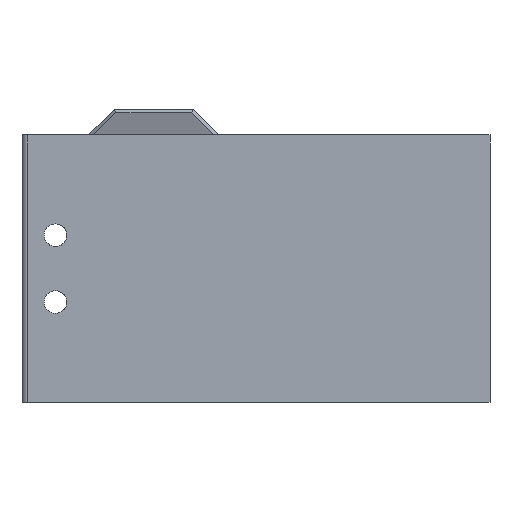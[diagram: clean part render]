
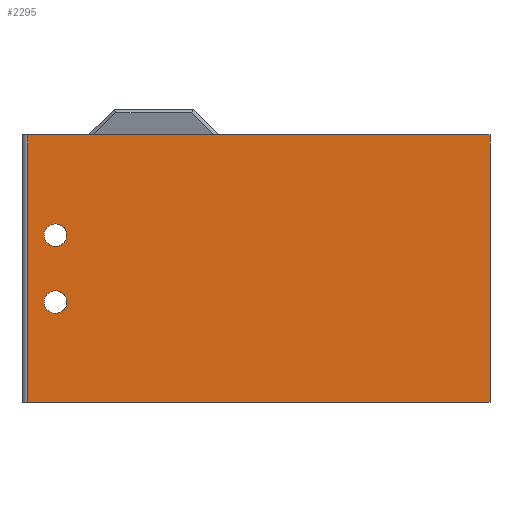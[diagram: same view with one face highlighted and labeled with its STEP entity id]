
A CAD part, front view. The second image highlights one B-rep face of the part: STEP entity #2295.
In plain terms, the highlighted planar face has unit normal (0, -1, 0).
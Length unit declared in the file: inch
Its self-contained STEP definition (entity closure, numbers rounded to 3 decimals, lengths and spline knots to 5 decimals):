
#87 = CIRCLE ( 'NONE', #5225, 0.085 ) ;
#101 = CARTESIAN_POINT ( 'NONE',  ( -4.21718, 2.48075, -1.10188 ) ) ;
#107 = CARTESIAN_POINT ( 'NONE',  ( -4.42718, 2.48075, -2.35188 ) ) ;
#259 = LINE ( 'NONE', #2651, #2824 ) ;
#404 = CIRCLE ( 'NONE', #3434, 0.085 ) ;
#519 = DIRECTION ( 'NONE',  ( 0., 1., 0. ) ) ;
#559 = VERTEX_POINT ( 'NONE', #3764 ) ;
#694 = LINE ( 'NONE', #4046, #1095 ) ;
#846 = VECTOR ( 'NONE', #2006, 39.37008 ) ;
#890 = FACE_BOUND ( 'NONE', #4402, .T. ) ;
#922 = FACE_OUTER_BOUND ( 'NONE', #6226, .T. ) ;
#952 = DIRECTION ( 'NONE',  ( 0., 0., -1. ) ) ;
#1095 = VECTOR ( 'NONE', #2688, 39.37008 ) ;
#1103 = EDGE_CURVE ( 'NONE', #1369, #4483, #259, .T. ) ;
#1137 = DIRECTION ( 'NONE',  ( -1., 0., 0. ) ) ;
#1217 = ORIENTED_EDGE ( 'NONE', *, *, #2438, .T. ) ;
#1369 = VERTEX_POINT ( 'NONE', #1427 ) ;
#1427 = CARTESIAN_POINT ( 'NONE',  ( -0.96718, 2.48075, -2.35188 ) ) ;
#1439 = DIRECTION ( 'NONE',  ( 0., -1., 0. ) ) ;
#1927 = FACE_BOUND ( 'NONE', #5422, .T. ) ;
#2006 = DIRECTION ( 'NONE',  ( -1., 0., 0. ) ) ;
#2015 = LINE ( 'NONE', #3369, #3947 ) ;
#2119 = ORIENTED_EDGE ( 'NONE', *, *, #6391, .T. ) ;
#2295 = ADVANCED_FACE ( 'NONE', ( #890, #1927, #922 ), #4914, .T. ) ;
#2345 = CIRCLE ( 'NONE', #2443, 0.085 ) ;
#2438 = EDGE_CURVE ( 'NONE', #1369, #4585, #694, .T. ) ;
#2443 = AXIS2_PLACEMENT_3D ( 'NONE', #5000, #519, #2502 ) ;
#2456 = ORIENTED_EDGE ( 'NONE', *, *, #5800, .T. ) ;
#2502 = DIRECTION ( 'NONE',  ( 0., 0., 1. ) ) ;
#2589 = DIRECTION ( 'NONE',  ( 0., 1., 0. ) ) ;
#2651 = CARTESIAN_POINT ( 'NONE',  ( -0.96718, 2.48075, -2.35188 ) ) ;
#2688 = DIRECTION ( 'NONE',  ( 0., 0., 1. ) ) ;
#2824 = VECTOR ( 'NONE', #1137, 39.37008 ) ;
#2892 = VERTEX_POINT ( 'NONE', #5956 ) ;
#2981 = ORIENTED_EDGE ( 'NONE', *, *, #1103, .F. ) ;
#3045 = VERTEX_POINT ( 'NONE', #3469 ) ;
#3100 = EDGE_CURVE ( 'NONE', #2892, #559, #87, .T. ) ;
#3258 = CIRCLE ( 'NONE', #6298, 0.085 ) ;
#3271 = EDGE_CURVE ( 'NONE', #559, #2892, #404, .T. ) ;
#3336 = DIRECTION ( 'NONE',  ( 0., 0., 1. ) ) ;
#3369 = CARTESIAN_POINT ( 'NONE',  ( -4.42718, 2.48075, -2.35188 ) ) ;
#3434 = AXIS2_PLACEMENT_3D ( 'NONE', #4346, #5218, #3336 ) ;
#3469 = CARTESIAN_POINT ( 'NONE',  ( -4.21718, 2.48075, -1.18688 ) ) ;
#3561 = CARTESIAN_POINT ( 'NONE',  ( -4.21718, 2.48075, -1.60188 ) ) ;
#3597 = EDGE_CURVE ( 'NONE', #5349, #4483, #2015, .T. ) ;
#3600 = DIRECTION ( 'NONE',  ( 0., 0., 1. ) ) ;
#3736 = ORIENTED_EDGE ( 'NONE', *, *, #3100, .T. ) ;
#3764 = CARTESIAN_POINT ( 'NONE',  ( -4.21718, 2.48075, -1.68688 ) ) ;
#3947 = VECTOR ( 'NONE', #4971, 39.37008 ) ;
#3949 = AXIS2_PLACEMENT_3D ( 'NONE', #6420, #1439, #952 ) ;
#4002 = ORIENTED_EDGE ( 'NONE', *, *, #3271, .T. ) ;
#4046 = CARTESIAN_POINT ( 'NONE',  ( -0.96718, 2.48075, -2.35188 ) ) ;
#4288 = ORIENTED_EDGE ( 'NONE', *, *, #4940, .T. ) ;
#4346 = CARTESIAN_POINT ( 'NONE',  ( -4.21718, 2.48075, -1.60188 ) ) ;
#4402 = EDGE_LOOP ( 'NONE', ( #2456, #4288 ) ) ;
#4483 = VERTEX_POINT ( 'NONE', #107 ) ;
#4585 = VERTEX_POINT ( 'NONE', #4845 ) ;
#4681 = VERTEX_POINT ( 'NONE', #5294 ) ;
#4845 = CARTESIAN_POINT ( 'NONE',  ( -0.96718, 2.48075, -0.35188 ) ) ;
#4914 = PLANE ( 'NONE',  #3949 ) ;
#4940 = EDGE_CURVE ( 'NONE', #4681, #3045, #3258, .T. ) ;
#4971 = DIRECTION ( 'NONE',  ( 0., 0., -1. ) ) ;
#5000 = CARTESIAN_POINT ( 'NONE',  ( -4.21718, 2.48075, -1.10188 ) ) ;
#5035 = CARTESIAN_POINT ( 'NONE',  ( -0.96718, 2.48075, -0.35188 ) ) ;
#5218 = DIRECTION ( 'NONE',  ( 0., 1., 0. ) ) ;
#5225 = AXIS2_PLACEMENT_3D ( 'NONE', #3561, #5706, #6199 ) ;
#5229 = ORIENTED_EDGE ( 'NONE', *, *, #3597, .T. ) ;
#5294 = CARTESIAN_POINT ( 'NONE',  ( -4.21718, 2.48075, -1.01688 ) ) ;
#5349 = VERTEX_POINT ( 'NONE', #5736 ) ;
#5422 = EDGE_LOOP ( 'NONE', ( #4002, #3736 ) ) ;
#5706 = DIRECTION ( 'NONE',  ( 0., 1., 0. ) ) ;
#5736 = CARTESIAN_POINT ( 'NONE',  ( -4.42718, 2.48075, -0.35188 ) ) ;
#5800 = EDGE_CURVE ( 'NONE', #3045, #4681, #2345, .T. ) ;
#5956 = CARTESIAN_POINT ( 'NONE',  ( -4.21718, 2.48075, -1.51688 ) ) ;
#6199 = DIRECTION ( 'NONE',  ( 0., 0., 1. ) ) ;
#6226 = EDGE_LOOP ( 'NONE', ( #2119, #5229, #2981, #1217 ) ) ;
#6298 = AXIS2_PLACEMENT_3D ( 'NONE', #101, #2589, #3600 ) ;
#6391 = EDGE_CURVE ( 'NONE', #4585, #5349, #6468, .T. ) ;
#6420 = CARTESIAN_POINT ( 'NONE',  ( -0.96718, 2.48075, -2.35188 ) ) ;
#6468 = LINE ( 'NONE', #5035, #846 ) ;
